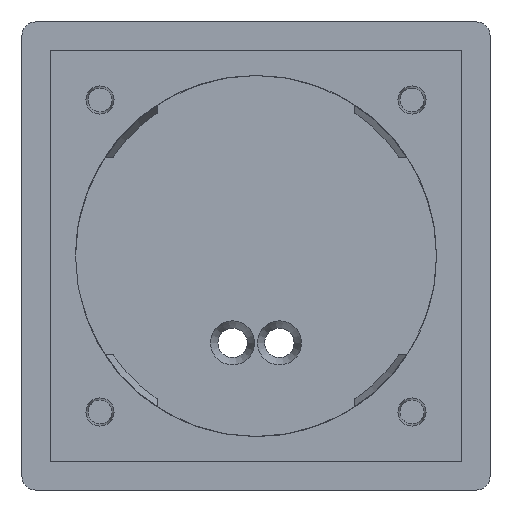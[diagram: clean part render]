
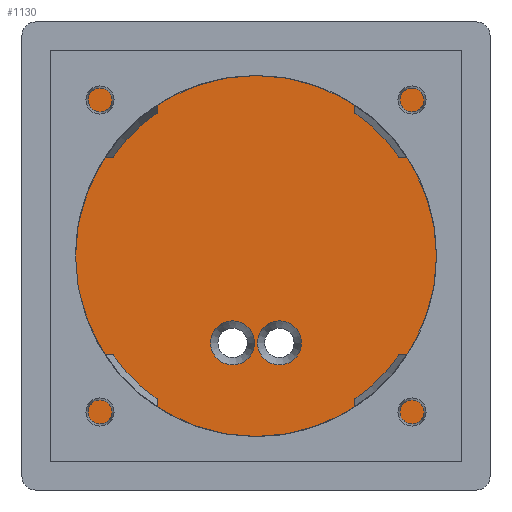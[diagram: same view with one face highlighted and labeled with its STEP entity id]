
A CAD part, front view. The second image highlights one B-rep face of the part: STEP entity #1130.
In plain terms, the highlighted planar face has unit normal (0, -1, 0).
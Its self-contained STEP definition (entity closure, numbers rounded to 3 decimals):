
#122=B_SPLINE_CURVE_WITH_KNOTS('',3,(#1549,#1550,#1551,#1552,#1553,#1554),
 .UNSPECIFIED.,.F.,.U.,(4,2,4),(-0.888,-0.444,0.),
 .UNSPECIFIED.);
#123=B_SPLINE_CURVE_WITH_KNOTS('',3,(#1559,#1560,#1561,#1562,#1563,#1564),
 .UNSPECIFIED.,.F.,.U.,(4,2,4),(-0.888,-0.444,0.),
 .UNSPECIFIED.);
#124=B_SPLINE_CURVE_WITH_KNOTS('',3,(#1568,#1569,#1570,#1571,#1572,#1573),
 .UNSPECIFIED.,.F.,.U.,(4,2,4),(-0.888,-0.444,0.),
 .UNSPECIFIED.);
#125=B_SPLINE_CURVE_WITH_KNOTS('',3,(#1577,#1578,#1579,#1580,#1581,#1582),
 .UNSPECIFIED.,.F.,.U.,(4,2,4),(-0.888,-0.444,0.),
 .UNSPECIFIED.);
#176=VECTOR('',#8489,1.);
#177=VECTOR('',#8490,1.);
#178=VECTOR('',#8491,1.);
#179=VECTOR('',#8492,1.);
#236=LINE('',#1557,#176);
#237=LINE('',#1566,#177);
#238=LINE('',#1575,#178);
#239=LINE('',#1584,#179);
#293=PLANE('',#1208);
#335=VERTEX_POINT('',#1545);
#336=VERTEX_POINT('',#1548);
#337=VERTEX_POINT('',#1555);
#338=VERTEX_POINT('',#1556);
#339=VERTEX_POINT('',#1558);
#340=VERTEX_POINT('',#1565);
#341=VERTEX_POINT('',#1567);
#342=VERTEX_POINT('',#1574);
#343=VERTEX_POINT('',#1576);
#344=VERTEX_POINT('',#1583);
#428=CIRCLE('',#1207,1.65);
#429=CIRCLE('',#1209,1.65);
#481=EDGE_CURVE('',#335,#335,#428,.T.);
#482=EDGE_CURVE('',#336,#336,#429,.T.);
#483=EDGE_CURVE('',#337,#338,#122,.T.);
#484=EDGE_CURVE('',#339,#337,#236,.T.);
#485=EDGE_CURVE('',#340,#339,#123,.T.);
#486=EDGE_CURVE('',#341,#340,#237,.T.);
#487=EDGE_CURVE('',#342,#341,#124,.T.);
#488=EDGE_CURVE('',#343,#342,#238,.T.);
#489=EDGE_CURVE('',#344,#343,#125,.T.);
#490=EDGE_CURVE('',#338,#344,#239,.T.);
#641=ORIENTED_EDGE('',*,*,#482,.F.);
#642=ORIENTED_EDGE('',*,*,#483,.F.);
#643=ORIENTED_EDGE('',*,*,#484,.F.);
#644=ORIENTED_EDGE('',*,*,#485,.F.);
#645=ORIENTED_EDGE('',*,*,#486,.F.);
#646=ORIENTED_EDGE('',*,*,#487,.F.);
#647=ORIENTED_EDGE('',*,*,#488,.F.);
#648=ORIENTED_EDGE('',*,*,#489,.F.);
#649=ORIENTED_EDGE('',*,*,#490,.F.);
#650=ORIENTED_EDGE('',*,*,#481,.F.);
#940=EDGE_LOOP('',(#641));
#941=EDGE_LOOP('',(#642,#643,#644,#645,#646,#647,#648,#649));
#942=EDGE_LOOP('',(#650));
#1042=FACE_BOUND('',#940,.T.);
#1043=FACE_BOUND('',#941,.T.);
#1044=FACE_BOUND('',#942,.T.);
#1130=ADVANCED_FACE('',(#1042,#1043,#1044),#293,.F.);
#1207=AXIS2_PLACEMENT_3D('',#1544,#8484,#8485);
#1208=AXIS2_PLACEMENT_3D('',#1546,#8486,$);
#1209=AXIS2_PLACEMENT_3D('',#1547,#8487,#8488);
#1544=CARTESIAN_POINT('',(1.75,43.,-6.5));
#1545=CARTESIAN_POINT('',(3.4,43.,-6.5));
#1546=CARTESIAN_POINT('',(0.,43.,0.));
#1547=CARTESIAN_POINT('',(-1.75,43.,-6.5));
#1548=CARTESIAN_POINT('',(-0.1,43.,-6.5));
#1549=CARTESIAN_POINT('',(9.686,43.,15.9));
#1550=CARTESIAN_POINT('',(10.95,43.,15.13));
#1551=CARTESIAN_POINT('',(12.118,43.,14.212));
#1552=CARTESIAN_POINT('',(14.212,43.,12.118));
#1553=CARTESIAN_POINT('',(15.13,43.,10.95));
#1554=CARTESIAN_POINT('',(15.9,43.,9.685));
#1555=CARTESIAN_POINT('',(10.462,43.,15.4));
#1556=CARTESIAN_POINT('',(15.4,43.,10.462));
#1557=CARTESIAN_POINT('',(15.4,43.,15.4));
#1558=CARTESIAN_POINT('',(-10.464,43.,15.4));
#1559=CARTESIAN_POINT('',(-15.9,43.,9.687));
#1560=CARTESIAN_POINT('',(-15.13,43.,10.951));
#1561=CARTESIAN_POINT('',(-14.212,43.,12.119));
#1562=CARTESIAN_POINT('',(-12.119,43.,14.212));
#1563=CARTESIAN_POINT('',(-10.951,43.,15.13));
#1564=CARTESIAN_POINT('',(-9.687,43.,15.9));
#1565=CARTESIAN_POINT('',(-15.4,43.,10.464));
#1566=CARTESIAN_POINT('',(-15.4,43.,15.4));
#1567=CARTESIAN_POINT('',(-15.4,43.,-10.464));
#1568=CARTESIAN_POINT('',(-9.687,43.,-15.9));
#1569=CARTESIAN_POINT('',(-10.951,43.,-15.13));
#1570=CARTESIAN_POINT('',(-12.119,43.,-14.212));
#1571=CARTESIAN_POINT('',(-14.212,43.,-12.119));
#1572=CARTESIAN_POINT('',(-15.13,43.,-10.951));
#1573=CARTESIAN_POINT('',(-15.9,43.,-9.687));
#1574=CARTESIAN_POINT('',(-10.464,43.,-15.4));
#1575=CARTESIAN_POINT('',(-15.4,43.,-15.4));
#1576=CARTESIAN_POINT('',(10.462,43.,-15.4));
#1577=CARTESIAN_POINT('',(15.9,43.,-9.685));
#1578=CARTESIAN_POINT('',(15.13,43.,-10.95));
#1579=CARTESIAN_POINT('',(14.212,43.,-12.118));
#1580=CARTESIAN_POINT('',(12.118,43.,-14.212));
#1581=CARTESIAN_POINT('',(10.95,43.,-15.13));
#1582=CARTESIAN_POINT('',(9.686,43.,-15.9));
#1583=CARTESIAN_POINT('',(15.4,43.,-10.462));
#1584=CARTESIAN_POINT('',(15.4,43.,-15.4));
#8484=DIRECTION('',(0.,-1.,0.));
#8485=DIRECTION('',(-1.65,0.,0.));
#8486=DIRECTION('',(0.,1.,0.));
#8487=DIRECTION('',(0.,-1.,0.));
#8488=DIRECTION('',(-1.65,0.,0.));
#8489=DIRECTION('',(1.,0.,0.));
#8490=DIRECTION('',(0.,0.,1.));
#8491=DIRECTION('',(-1.,0.,0.));
#8492=DIRECTION('',(0.,0.,-1.));
